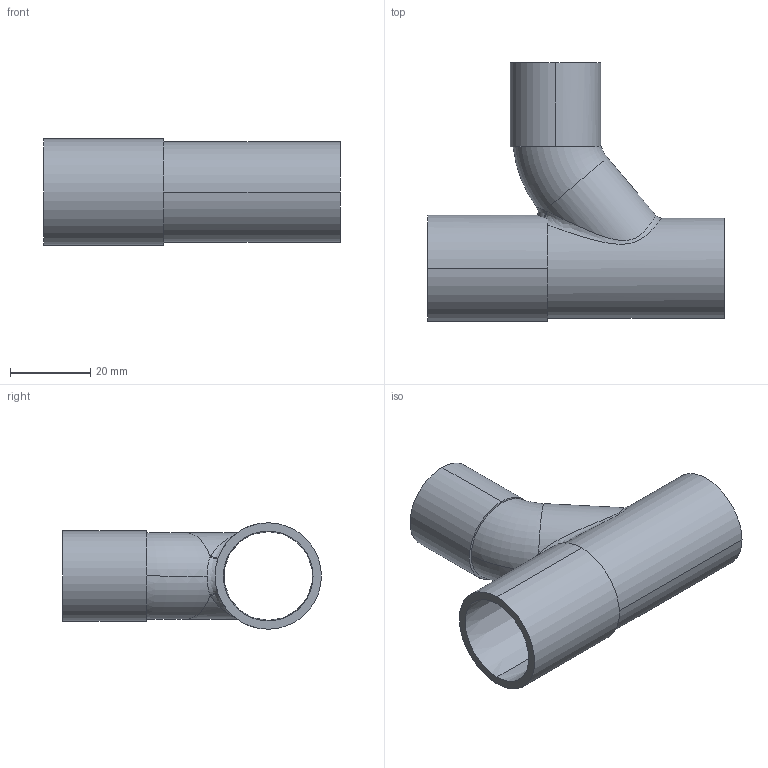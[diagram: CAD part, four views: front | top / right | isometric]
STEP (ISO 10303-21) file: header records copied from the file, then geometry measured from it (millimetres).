
FILE_DESCRIPTION((''),'2;1');
FILE_NAME('RACCORDO_PER_PALLONE','2020-03-24T20:24:45',('Carlos'),('Cressi spa'),'CREO PARAMETRIC BY PTC INC, 2018500','CREO PARAMETRIC BY PTC INC, 2018500','');
FILE_SCHEMA(('CONFIG_CONTROL_DESIGN'));
Length unit declared in the file: millimetre
Products named in the file (1): RACCORDO_PER_PALLONE
Bounding box: 73.84 x 64.47 x 26.5 mm (x, y, z)
Volume: 12688.5 mm3; surface area: 16549.5 mm2
Topology: 1 solids, 1 shells, 38 faces, 103 edges, 67 vertices
Faces by surface type: cylinder 13, torus 8, plane 7, bspline 6, cone 4
Entity records: 1939 total; most frequent: CARTESIAN_POINT 980, ORIENTED_EDGE 206, DIRECTION 177, EDGE_CURVE 103, AXIS2_PLACEMENT_3D 80, VERTEX_POINT 67, CIRCLE 48, EDGE_LOOP 42
